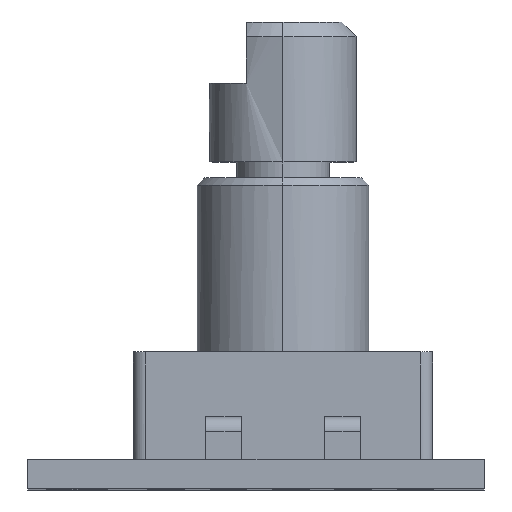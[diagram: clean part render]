
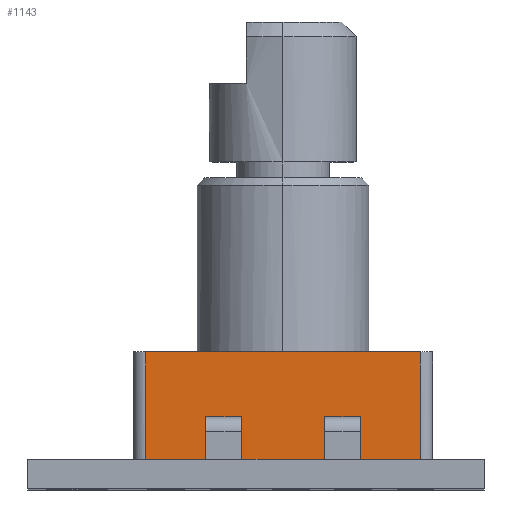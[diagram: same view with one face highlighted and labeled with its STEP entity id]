
A CAD part, top view. The second image highlights one B-rep face of the part: STEP entity #1143.
In plain terms, the highlighted free-form (B-spline) face has degree [1, 1] with [2, 2] control points.
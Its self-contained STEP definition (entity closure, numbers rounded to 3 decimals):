
#754 = VERTEX_POINT('',#755);
#755 = CARTESIAN_POINT('',(7.582,1.358,3.621)
  );
#761 = EDGE_CURVE('',#762,#754,#764,.T.);
#762 = VERTEX_POINT('',#763);
#763 = CARTESIAN_POINT('',(-5.093,1.358,3.621)
  );
#764 = B_SPLINE_CURVE_WITH_KNOTS('',1,(#765,#766),.UNSPECIFIED.,.F.,.F.,
  (2,2),(0.5,11.7),.PIECEWISE_BEZIER_KNOTS.);
#765 = CARTESIAN_POINT('',(-5.093,1.358,3.621)
  );
#766 = CARTESIAN_POINT('',(7.582,1.358,3.621)
  );
#1143 = ADVANCED_FACE('',(#1144,#1174,#1196),#1226,.F.);
#1144 = FACE_BOUND('',#1145,.T.);
#1145 = EDGE_LOOP('',(#1146,#1155,#1162,#1169));
#1146 = ORIENTED_EDGE('',*,*,#1147,.F.);
#1147 = EDGE_CURVE('',#1148,#1150,#1152,.T.);
#1148 = VERTEX_POINT('',#1149);
#1149 = CARTESIAN_POINT('',(4.81,3.338,3.621
    ));
#1150 = VERTEX_POINT('',#1151);
#1151 = CARTESIAN_POINT('',(3.169,3.338,3.621
    ));
#1152 = B_SPLINE_CURVE_WITH_KNOTS('',1,(#1153,#1154),.UNSPECIFIED.,.F.,
  .F.,(2,2),(-0.,1.45),.PIECEWISE_BEZIER_KNOTS.);
#1153 = CARTESIAN_POINT('',(4.81,3.338,3.621
    ));
#1154 = CARTESIAN_POINT('',(3.169,3.338,3.621
    ));
#1155 = ORIENTED_EDGE('',*,*,#1156,.F.);
#1156 = EDGE_CURVE('',#1157,#1148,#1159,.T.);
#1157 = VERTEX_POINT('',#1158);
#1158 = CARTESIAN_POINT('',(4.81,3.112,3.621
    ));
#1159 = B_SPLINE_CURVE_WITH_KNOTS('',1,(#1160,#1161),.UNSPECIFIED.,.F.,
  .F.,(2,2),(0.,0.2),.PIECEWISE_BEZIER_KNOTS.);
#1160 = CARTESIAN_POINT('',(4.81,3.112,3.621
    ));
#1161 = CARTESIAN_POINT('',(4.81,3.338,3.621
    ));
#1162 = ORIENTED_EDGE('',*,*,#1163,.F.);
#1163 = EDGE_CURVE('',#1164,#1157,#1166,.T.);
#1164 = VERTEX_POINT('',#1165);
#1165 = CARTESIAN_POINT('',(3.169,3.112,3.621
    ));
#1166 = B_SPLINE_CURVE_WITH_KNOTS('',1,(#1167,#1168),.UNSPECIFIED.,.F.,
  .F.,(2,2),(-1.45,0.),.PIECEWISE_BEZIER_KNOTS.);
#1167 = CARTESIAN_POINT('',(3.169,3.112,3.621
    ));
#1168 = CARTESIAN_POINT('',(4.81,3.112,3.621
    ));
#1169 = ORIENTED_EDGE('',*,*,#1170,.F.);
#1170 = EDGE_CURVE('',#1150,#1164,#1171,.T.);
#1171 = B_SPLINE_CURVE_WITH_KNOTS('',1,(#1172,#1173),.UNSPECIFIED.,.F.,
  .F.,(2,2),(-0.2,0.),.PIECEWISE_BEZIER_KNOTS.);
#1172 = CARTESIAN_POINT('',(3.169,3.338,3.621
    ));
#1173 = CARTESIAN_POINT('',(3.169,3.112,3.621
    ));
#1174 = FACE_BOUND('',#1175,.T.);
#1175 = EDGE_LOOP('',(#1176,#1185,#1190,#1191));
#1176 = ORIENTED_EDGE('',*,*,#1177,.F.);
#1177 = EDGE_CURVE('',#1178,#1180,#1182,.T.);
#1178 = VERTEX_POINT('',#1179);
#1179 = CARTESIAN_POINT('',(-5.093,6.337,3.621
    ));
#1180 = VERTEX_POINT('',#1181);
#1181 = CARTESIAN_POINT('',(7.582,6.337,3.621
    ));
#1182 = B_SPLINE_CURVE_WITH_KNOTS('',1,(#1183,#1184),.UNSPECIFIED.,.F.,
  .F.,(2,2),(0.5,11.7),.PIECEWISE_BEZIER_KNOTS.);
#1183 = CARTESIAN_POINT('',(-5.093,6.337,3.621
    ));
#1184 = CARTESIAN_POINT('',(7.582,6.337,3.621
    ));
#1185 = ORIENTED_EDGE('',*,*,#1186,.T.);
#1186 = EDGE_CURVE('',#1178,#762,#1187,.T.);
#1187 = B_SPLINE_CURVE_WITH_KNOTS('',1,(#1188,#1189),.UNSPECIFIED.,.F.,
  .F.,(2,2),(0.,4.4),.PIECEWISE_BEZIER_KNOTS.);
#1188 = CARTESIAN_POINT('',(-5.093,6.337,3.621
    ));
#1189 = CARTESIAN_POINT('',(-5.093,1.358,3.621
    ));
#1190 = ORIENTED_EDGE('',*,*,#761,.T.);
#1191 = ORIENTED_EDGE('',*,*,#1192,.T.);
#1192 = EDGE_CURVE('',#754,#1180,#1193,.T.);
#1193 = B_SPLINE_CURVE_WITH_KNOTS('',1,(#1194,#1195),.UNSPECIFIED.,.F.,
  .F.,(2,2),(-4.4,0.),.PIECEWISE_BEZIER_KNOTS.);
#1194 = CARTESIAN_POINT('',(7.582,1.358,3.621
    ));
#1195 = CARTESIAN_POINT('',(7.582,6.337,3.621
    ));
#1196 = FACE_BOUND('',#1197,.T.);
#1197 = EDGE_LOOP('',(#1198,#1207,#1214,#1221));
#1198 = ORIENTED_EDGE('',*,*,#1199,.F.);
#1199 = EDGE_CURVE('',#1200,#1202,#1204,.T.);
#1200 = VERTEX_POINT('',#1201);
#1201 = CARTESIAN_POINT('',(-0.679,3.112,
    3.621));
#1202 = VERTEX_POINT('',#1203);
#1203 = CARTESIAN_POINT('',(-0.679,3.338,
    3.621));
#1204 = B_SPLINE_CURVE_WITH_KNOTS('',1,(#1205,#1206),.UNSPECIFIED.,.F.,
  .F.,(2,2),(0.,0.2),.PIECEWISE_BEZIER_KNOTS.);
#1205 = CARTESIAN_POINT('',(-0.679,3.112,
    3.621));
#1206 = CARTESIAN_POINT('',(-0.679,3.338,
    3.621));
#1207 = ORIENTED_EDGE('',*,*,#1208,.F.);
#1208 = EDGE_CURVE('',#1209,#1200,#1211,.T.);
#1209 = VERTEX_POINT('',#1210);
#1210 = CARTESIAN_POINT('',(-2.32,3.112,
    3.621));
#1211 = B_SPLINE_CURVE_WITH_KNOTS('',1,(#1212,#1213),.UNSPECIFIED.,.F.,
  .F.,(2,2),(0.,1.45),.PIECEWISE_BEZIER_KNOTS.);
#1212 = CARTESIAN_POINT('',(-2.32,3.112,
    3.621));
#1213 = CARTESIAN_POINT('',(-0.679,3.112,
    3.621));
#1214 = ORIENTED_EDGE('',*,*,#1215,.F.);
#1215 = EDGE_CURVE('',#1216,#1209,#1218,.T.);
#1216 = VERTEX_POINT('',#1217);
#1217 = CARTESIAN_POINT('',(-2.32,3.338,
    3.621));
#1218 = B_SPLINE_CURVE_WITH_KNOTS('',1,(#1219,#1220),.UNSPECIFIED.,.F.,
  .F.,(2,2),(-0.2,-0.),.PIECEWISE_BEZIER_KNOTS.);
#1219 = CARTESIAN_POINT('',(-2.32,3.338,
    3.621));
#1220 = CARTESIAN_POINT('',(-2.32,3.112,
    3.621));
#1221 = ORIENTED_EDGE('',*,*,#1222,.F.);
#1222 = EDGE_CURVE('',#1202,#1216,#1223,.T.);
#1223 = B_SPLINE_CURVE_WITH_KNOTS('',1,(#1224,#1225),.UNSPECIFIED.,.F.,
  .F.,(2,2),(-1.45,-0.),.PIECEWISE_BEZIER_KNOTS.);
#1224 = CARTESIAN_POINT('',(-0.679,3.338,
    3.621));
#1225 = CARTESIAN_POINT('',(-2.32,3.338,
    3.621));
#1226 = B_SPLINE_SURFACE_WITH_KNOTS('',1,1,(
    (#1227,#1228)
    ,(#1229,#1230
    )),.UNSPECIFIED.,.F.,.F.,.F.,(2,2),(2,2),(-11.7,-0.5),(-4.4,0.),
  .PIECEWISE_BEZIER_KNOTS.);
#1227 = CARTESIAN_POINT('',(7.582,1.358,3.621
    ));
#1228 = CARTESIAN_POINT('',(7.582,6.337,3.621
    ));
#1229 = CARTESIAN_POINT('',(-5.093,1.358,3.621
    ));
#1230 = CARTESIAN_POINT('',(-5.093,6.337,3.621
    ));
